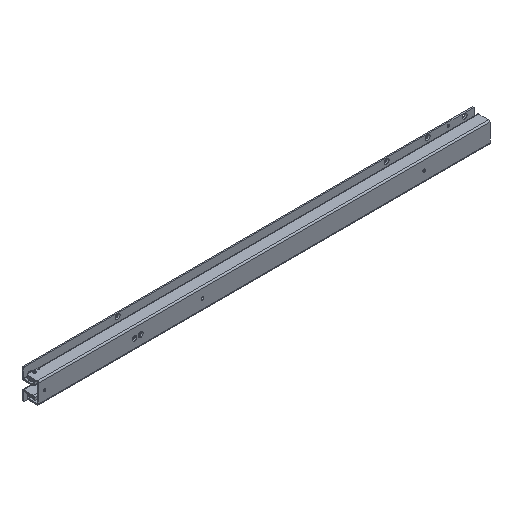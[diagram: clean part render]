
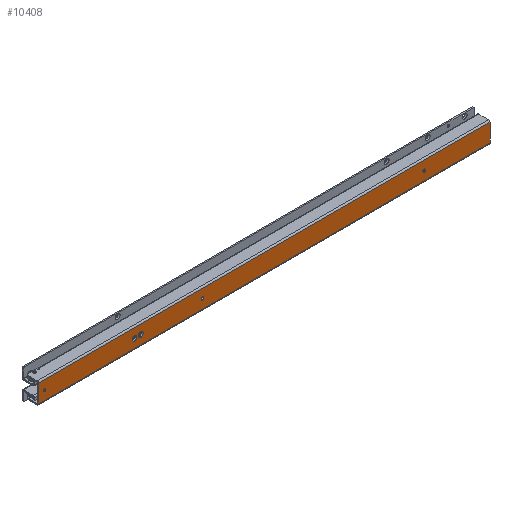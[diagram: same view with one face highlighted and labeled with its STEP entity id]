
A CAD part, isometric view. The second image highlights one B-rep face of the part: STEP entity #10408.
In plain terms, the highlighted face is planar.
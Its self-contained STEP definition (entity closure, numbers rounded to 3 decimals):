
#1357 = CIRCLE ( 'NONE', #16146, 3.15 ) ;
#2140 = VERTEX_POINT ( 'NONE', #23091 ) ;
#2458 = EDGE_CURVE ( 'NONE', #4315, #5655, #13231, .T. ) ;
#2496 = AXIS2_PLACEMENT_3D ( 'NONE', #3669, #16775, #15132 ) ;
#2774 = DIRECTION ( 'NONE',  ( 0., 0., 1. ) ) ;
#3029 = DIRECTION ( 'NONE',  ( 0., 0., 1. ) ) ;
#3442 = PLANE ( 'NONE',  #2496 ) ;
#3520 = CARTESIAN_POINT ( 'NONE',  ( 851., 0., -5.75 ) ) ;
#3669 = CARTESIAN_POINT ( 'NONE',  ( 1100., 0., -58. ) ) ;
#4315 = VERTEX_POINT ( 'NONE', #5387 ) ;
#5131 = CARTESIAN_POINT ( 'NONE',  ( 866., 0., 0. ) ) ;
#5185 = FACE_OUTER_BOUND ( 'NONE', #12874, .T. ) ;
#5295 = EDGE_LOOP ( 'NONE', ( #21864, #16286 ) ) ;
#5298 = VERTEX_POINT ( 'NONE', #17291 ) ;
#5387 = CARTESIAN_POINT ( 'NONE',  ( 866., 0., 5.75 ) ) ;
#5500 = VERTEX_POINT ( 'NONE', #3520 ) ;
#5545 = FACE_BOUND ( 'NONE', #19085, .T. ) ;
#5655 = VERTEX_POINT ( 'NONE', #17391 ) ;
#5874 = CARTESIAN_POINT ( 'NONE',  ( 700., 0., 0. ) ) ;
#6146 = ORIENTED_EDGE ( 'NONE', *, *, #2458, .T. ) ;
#6393 = VERTEX_POINT ( 'NONE', #23077 ) ;
#6423 = VERTEX_POINT ( 'NONE', #7570 ) ;
#6566 = VERTEX_POINT ( 'NONE', #16310 ) ;
#6739 = ORIENTED_EDGE ( 'NONE', *, *, #18412, .T. ) ;
#6791 = EDGE_CURVE ( 'NONE', #5298, #2140, #12515, .T. ) ;
#7269 = CARTESIAN_POINT ( 'NONE',  ( 851., 0., 5.75 ) ) ;
#7516 = DIRECTION ( 'NONE',  ( 0., 1., 0. ) ) ;
#7538 = FACE_BOUND ( 'NONE', #22333, .T. ) ;
#7570 = CARTESIAN_POINT ( 'NONE',  ( 1100., 0., 22. ) ) ;
#7675 = ORIENTED_EDGE ( 'NONE', *, *, #23907, .T. ) ;
#8144 = AXIS2_PLACEMENT_3D ( 'NONE', #21617, #11532, #17046 ) ;
#8271 = CARTESIAN_POINT ( 'NONE',  ( 160., 0., -3.15 ) ) ;
#8550 = DIRECTION ( 'NONE',  ( 0., -1., 0. ) ) ;
#8922 = AXIS2_PLACEMENT_3D ( 'NONE', #18398, #8550, #19920 ) ;
#8993 = DIRECTION ( 'NONE',  ( 0., 0., -1. ) ) ;
#9043 = CIRCLE ( 'NONE', #24656, 5.75 ) ;
#9138 = ORIENTED_EDGE ( 'NONE', *, *, #9617, .T. ) ;
#9340 = AXIS2_PLACEMENT_3D ( 'NONE', #23915, #21883, #2774 ) ;
#9617 = EDGE_CURVE ( 'NONE', #6423, #16599, #18849, .T. ) ;
#9636 = CIRCLE ( 'NONE', #24043, 5.75 ) ;
#9656 = DIRECTION ( 'NONE',  ( 0., 0., -1. ) ) ;
#9673 = VECTOR ( 'NONE', #21215, 1000. ) ;
#9773 = EDGE_CURVE ( 'NONE', #19136, #10024, #24047, .T. ) ;
#10024 = VERTEX_POINT ( 'NONE', #20705 ) ;
#10408 = ADVANCED_FACE ( 'NONE', ( #17048, #7538, #5545, #20782, #22778, #5185 ), #3442, .F. ) ;
#11013 = CARTESIAN_POINT ( 'NONE',  ( 160., 0., 0. ) ) ;
#11271 = DIRECTION ( 'NONE',  ( 0., -1., 0. ) ) ;
#11532 = DIRECTION ( 'NONE',  ( 0., 1., 0. ) ) ;
#11847 = DIRECTION ( 'NONE',  ( 0., 0., 1. ) ) ;
#12515 = CIRCLE ( 'NONE', #8144, 3.1 ) ;
#12630 = ORIENTED_EDGE ( 'NONE', *, *, #21843, .F. ) ;
#12845 = AXIS2_PLACEMENT_3D ( 'NONE', #13288, #20693, #22554 ) ;
#12854 = CARTESIAN_POINT ( 'NONE',  ( 1100., 0., -22. ) ) ;
#12873 = DIRECTION ( 'NONE',  ( 0., 0., 1. ) ) ;
#12874 = EDGE_LOOP ( 'NONE', ( #9138, #7675, #13237, #17825 ) ) ;
#12960 = DIRECTION ( 'NONE',  ( 0., 0., -1. ) ) ;
#13231 = CIRCLE ( 'NONE', #12845, 5.75 ) ;
#13237 = ORIENTED_EDGE ( 'NONE', *, *, #19150, .T. ) ;
#13288 = CARTESIAN_POINT ( 'NONE',  ( 866., 0., 0. ) ) ;
#13311 = CARTESIAN_POINT ( 'NONE',  ( 0., 0., -22. ) ) ;
#13499 = CARTESIAN_POINT ( 'NONE',  ( 851., 0., 0. ) ) ;
#13648 = VERTEX_POINT ( 'NONE', #13311 ) ;
#14264 = CARTESIAN_POINT ( 'NONE',  ( 1100., 0., -22. ) ) ;
#14597 = DIRECTION ( 'NONE',  ( 0., -1., 0. ) ) ;
#14709 = ORIENTED_EDGE ( 'NONE', *, *, #15571, .F. ) ;
#14880 = CIRCLE ( 'NONE', #8922, 5.75 ) ;
#15132 = DIRECTION ( 'NONE',  ( 0., 0., -1. ) ) ;
#15295 = ORIENTED_EDGE ( 'NONE', *, *, #23883, .F. ) ;
#15456 = LINE ( 'NONE', #19729, #9673 ) ;
#15571 = EDGE_CURVE ( 'NONE', #6393, #21953, #18208, .T. ) ;
#15840 = DIRECTION ( 'NONE',  ( 0., 1., 0. ) ) ;
#15931 = ORIENTED_EDGE ( 'NONE', *, *, #21598, .F. ) ;
#16146 = AXIS2_PLACEMENT_3D ( 'NONE', #18895, #7516, #12873 ) ;
#16234 = CIRCLE ( 'NONE', #17022, 3.15 ) ;
#16286 = ORIENTED_EDGE ( 'NONE', *, *, #21412, .T. ) ;
#16310 = CARTESIAN_POINT ( 'NONE',  ( 0., 0., 22. ) ) ;
#16389 = CARTESIAN_POINT ( 'NONE',  ( 1100., 0., 58. ) ) ;
#16551 = EDGE_CURVE ( 'NONE', #21522, #5500, #9043, .T. ) ;
#16599 = VERTEX_POINT ( 'NONE', #14264 ) ;
#16775 = DIRECTION ( 'NONE',  ( 0., -1., 0. ) ) ;
#16924 = CIRCLE ( 'NONE', #9340, 3.1 ) ;
#17022 = AXIS2_PLACEMENT_3D ( 'NONE', #11013, #18277, #3029 ) ;
#17046 = DIRECTION ( 'NONE',  ( 0., 0., 1. ) ) ;
#17048 = FACE_BOUND ( 'NONE', #5295, .T. ) ;
#17170 = ORIENTED_EDGE ( 'NONE', *, *, #6791, .F. ) ;
#17291 = CARTESIAN_POINT ( 'NONE',  ( 1085., 0., 3.1 ) ) ;
#17391 = CARTESIAN_POINT ( 'NONE',  ( 866., 0., -5.75 ) ) ;
#17451 = ORIENTED_EDGE ( 'NONE', *, *, #9773, .F. ) ;
#17825 = ORIENTED_EDGE ( 'NONE', *, *, #21842, .T. ) ;
#17948 = EDGE_LOOP ( 'NONE', ( #17170, #12630 ) ) ;
#18149 = VECTOR ( 'NONE', #19898, 1000. ) ;
#18208 = CIRCLE ( 'NONE', #22160, 3.15 ) ;
#18236 = VECTOR ( 'NONE', #22345, 1000. ) ;
#18277 = DIRECTION ( 'NONE',  ( 0., 1., 0. ) ) ;
#18381 = LINE ( 'NONE', #12854, #18236 ) ;
#18398 = CARTESIAN_POINT ( 'NONE',  ( 851., 0., 0. ) ) ;
#18412 = EDGE_CURVE ( 'NONE', #5655, #4315, #9636, .T. ) ;
#18832 = DIRECTION ( 'NONE',  ( 0., 0., 1. ) ) ;
#18849 = LINE ( 'NONE', #16389, #19265 ) ;
#18895 = CARTESIAN_POINT ( 'NONE',  ( 700., 0., 0. ) ) ;
#19085 = EDGE_LOOP ( 'NONE', ( #14709, #15295 ) ) ;
#19136 = VERTEX_POINT ( 'NONE', #24382 ) ;
#19150 = EDGE_CURVE ( 'NONE', #13648, #6566, #15456, .T. ) ;
#19224 = AXIS2_PLACEMENT_3D ( 'NONE', #5874, #15840, #11847 ) ;
#19265 = VECTOR ( 'NONE', #12960, 1000. ) ;
#19729 = CARTESIAN_POINT ( 'NONE',  ( 0., 0., 58. ) ) ;
#19898 = DIRECTION ( 'NONE',  ( 1., 0., 0. ) ) ;
#19920 = DIRECTION ( 'NONE',  ( 0., 0., -1. ) ) ;
#20693 = DIRECTION ( 'NONE',  ( 0., -1., 0. ) ) ;
#20705 = CARTESIAN_POINT ( 'NONE',  ( 700., 0., 3.15 ) ) ;
#20782 = FACE_BOUND ( 'NONE', #22497, .T. ) ;
#21215 = DIRECTION ( 'NONE',  ( 0., 0., 1. ) ) ;
#21412 = EDGE_CURVE ( 'NONE', #5500, #21522, #14880, .T. ) ;
#21522 = VERTEX_POINT ( 'NONE', #7269 ) ;
#21598 = EDGE_CURVE ( 'NONE', #10024, #19136, #1357, .T. ) ;
#21617 = CARTESIAN_POINT ( 'NONE',  ( 1085., 0., 0. ) ) ;
#21628 = LINE ( 'NONE', #21764, #18149 ) ;
#21764 = CARTESIAN_POINT ( 'NONE',  ( 1100., 0., 22. ) ) ;
#21842 = EDGE_CURVE ( 'NONE', #6566, #6423, #21628, .T. ) ;
#21843 = EDGE_CURVE ( 'NONE', #2140, #5298, #16924, .T. ) ;
#21864 = ORIENTED_EDGE ( 'NONE', *, *, #16551, .T. ) ;
#21883 = DIRECTION ( 'NONE',  ( 0., 1., 0. ) ) ;
#21953 = VERTEX_POINT ( 'NONE', #8271 ) ;
#22160 = AXIS2_PLACEMENT_3D ( 'NONE', #24626, #22583, #18832 ) ;
#22333 = EDGE_LOOP ( 'NONE', ( #6146, #6739 ) ) ;
#22345 = DIRECTION ( 'NONE',  ( -1., 0., 0. ) ) ;
#22497 = EDGE_LOOP ( 'NONE', ( #15931, #17451 ) ) ;
#22554 = DIRECTION ( 'NONE',  ( 0., 0., -1. ) ) ;
#22583 = DIRECTION ( 'NONE',  ( 0., 1., 0. ) ) ;
#22778 = FACE_BOUND ( 'NONE', #17948, .T. ) ;
#23077 = CARTESIAN_POINT ( 'NONE',  ( 160., 0., 3.15 ) ) ;
#23091 = CARTESIAN_POINT ( 'NONE',  ( 1085., 0., -3.1 ) ) ;
#23883 = EDGE_CURVE ( 'NONE', #21953, #6393, #16234, .T. ) ;
#23907 = EDGE_CURVE ( 'NONE', #16599, #13648, #18381, .T. ) ;
#23915 = CARTESIAN_POINT ( 'NONE',  ( 1085., 0., 0. ) ) ;
#24043 = AXIS2_PLACEMENT_3D ( 'NONE', #5131, #14597, #8993 ) ;
#24047 = CIRCLE ( 'NONE', #19224, 3.15 ) ;
#24382 = CARTESIAN_POINT ( 'NONE',  ( 700., 0., -3.15 ) ) ;
#24626 = CARTESIAN_POINT ( 'NONE',  ( 160., 0., 0. ) ) ;
#24656 = AXIS2_PLACEMENT_3D ( 'NONE', #13499, #11271, #9656 ) ;
